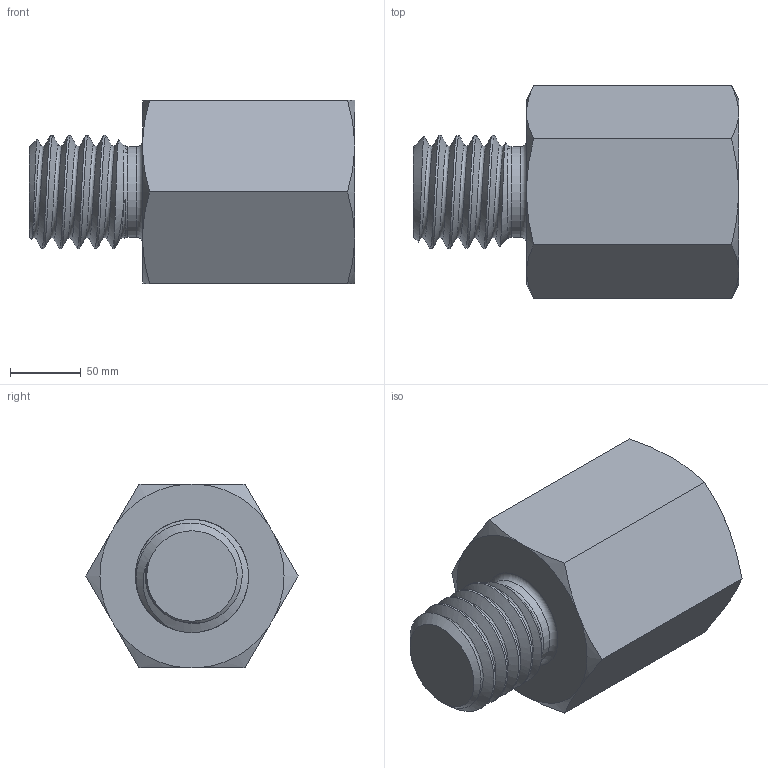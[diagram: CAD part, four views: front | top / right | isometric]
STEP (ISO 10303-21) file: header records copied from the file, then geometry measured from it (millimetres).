
FILE_DESCRIPTION(/* description */ (''),/* implementation_level */ '2;1');
FILE_NAME(/* name */ '60419.000X_3D.stp',/* time_stamp */ '2024-12-11T08:39:08+01:00',/* author */ ('CAD'),/* organization */ (''),/* preprocessor_version */ 'ST-DEVELOPER v20',/* originating_system */ 'AutoCAD Mechanical',/* authorisation */ '');
FILE_SCHEMA (('AUTOMOTIVE_DESIGN { 1 0 10303 214 3 1 1 }'));
Length unit declared in the file: centimetre
Products named in the file (2): Product; *S0
Assembly tree (1 placements, depth 2):
  Product
    *S0
Bounding box: 230 x 150.11 x 130 mm (x, y, z)
Volume: 1635329.1 mm3; surface area: 157392.6 mm2
Topology: 1 solids, 1 shells, 39 faces, 105 edges, 71 vertices
Faces by surface type: cone 15, plane 10, cylinder 9, bspline 3, torus 2
Full cylindrical faces by diameter (mm): 64 x1, 80 x4, 85 x1, 100 x1
Entity records: 3294 total; most frequent: CARTESIAN_POINT 2353, ORIENTED_EDGE 206, DIRECTION 165, EDGE_CURVE 103, VERTEX_POINT 69, AXIS2_PLACEMENT_3D 68, EDGE_LOOP 42, FACE_OUTER_BOUND 39
